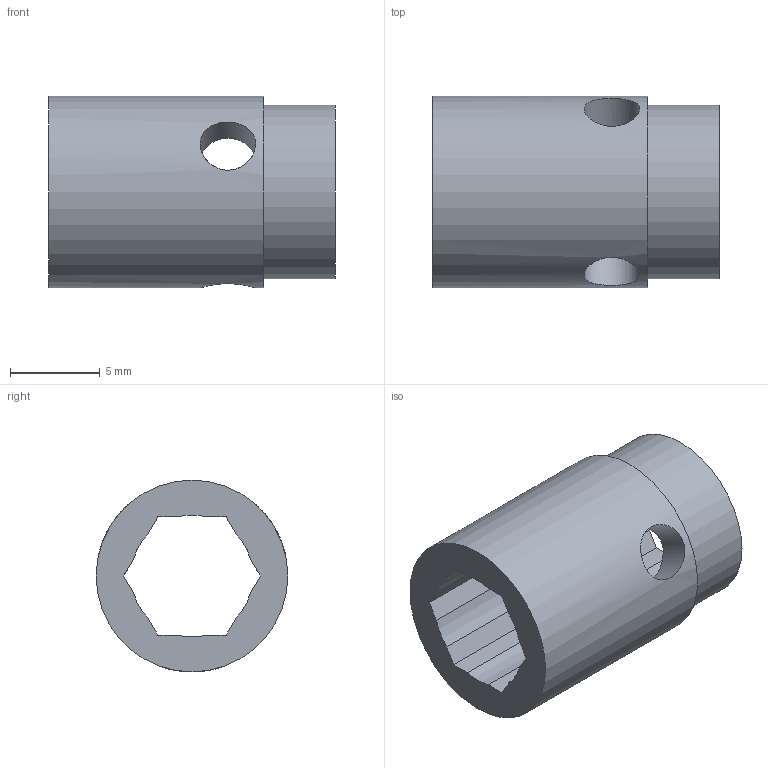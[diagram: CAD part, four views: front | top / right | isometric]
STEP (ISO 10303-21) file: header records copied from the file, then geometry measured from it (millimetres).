
FILE_DESCRIPTION(('STEP AP203'),'1');
FILE_NAME('FIXE10B1103.stp','2023-10-17T10:10:34',(' '),(' '),'Spatial InterOp 3D',' ',' ');
FILE_SCHEMA(('CONFIG_CONTROL_DESIGN'));
Length unit declared in the file: millimetre
Products named in the file (1): DRM8
Bounding box: 16 x 10.7 x 10.7 mm (x, y, z)
Volume: 716.4 mm3; surface area: 1006 mm2
Topology: 1 solids, 1 shells, 29 faces, 87 edges, 58 vertices
Faces by surface type: plane 15, cylinder 14
Full cylindrical faces by diameter (mm): 3.1 x3, 9.7 x1, 10.7 x1
Entity records: 1306 total; most frequent: CARTESIAN_POINT 377, ORIENTED_EDGE 158, DIRECTION 152, EDGE_CURVE 79, VERTEX_POINT 55, AXIS2_PLACEMENT_3D 52, LINE 48, VECTOR 48
